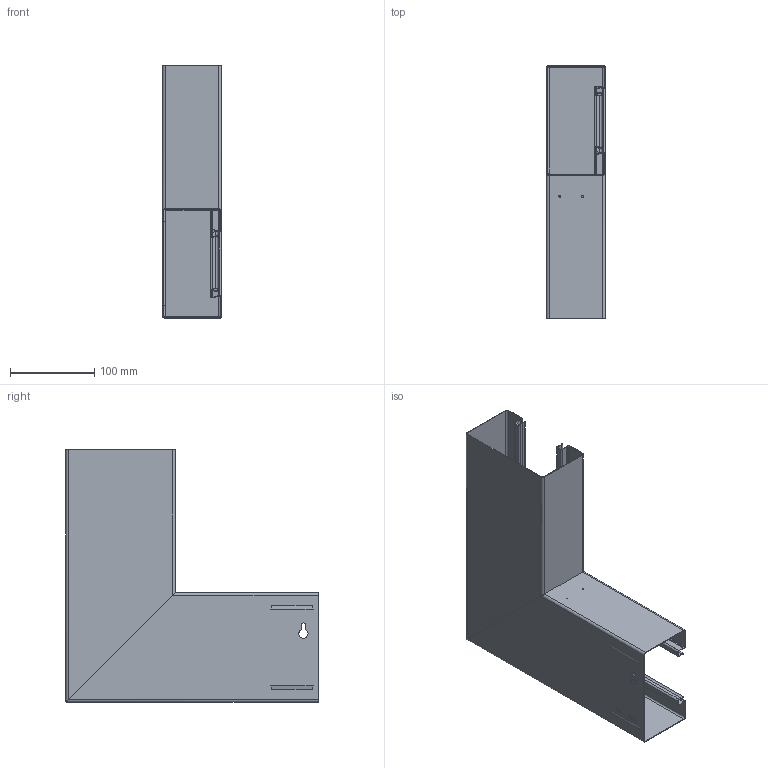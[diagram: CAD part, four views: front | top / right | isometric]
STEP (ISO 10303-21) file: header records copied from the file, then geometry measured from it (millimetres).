
FILE_DESCRIPTION (( 'STEP AP214' ), '1' );
FILE_NAME ('6277220.stp', '2016-05-26T09:03:41', ( '' ), ( '' ), 'SwSTEP 2.0', 'SolidWorks 2014', '' );
FILE_SCHEMA (( 'AUTOMOTIVE_DESIGN' ));
Length unit declared in the file: millimetre
Products named in the file (1): 6277220
Bounding box: 70 x 299.85 x 299.85 mm (x, y, z)
Volume: 175250.3 mm3; surface area: 353288 mm2
Topology: 1 solids, 1 shells, 398 faces, 907 edges, 530 vertices
Faces by surface type: plane 218, cylinder 90, bspline 75, cone 15
Entity records: 14250 total; most frequent: CARTESIAN_POINT 6012, ORIENTED_EDGE 1814, DIRECTION 1443, EDGE_CURVE 907, VERTEX_POINT 530, LINE 487, VECTOR 487, AXIS2_PLACEMENT_3D 478
